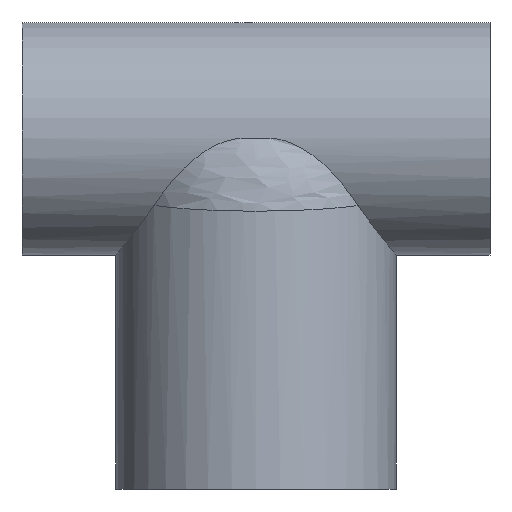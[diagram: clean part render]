
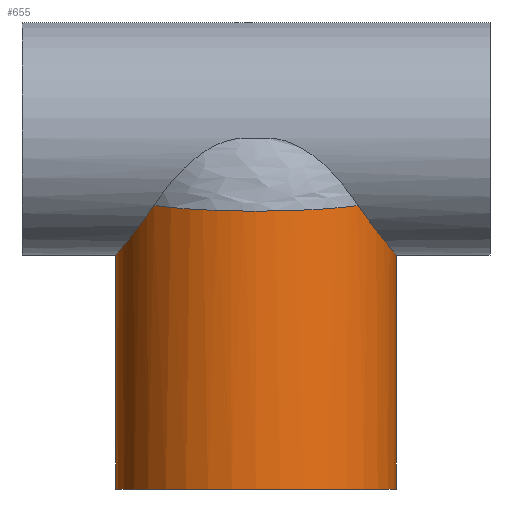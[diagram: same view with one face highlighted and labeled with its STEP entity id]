
A CAD part, left-side view. The second image highlights one B-rep face of the part: STEP entity #655.
In plain terms, the highlighted cylindrical face has radius 6 mm (diameter 12 mm), a full revolution.
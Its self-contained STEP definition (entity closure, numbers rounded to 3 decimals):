
#57=B_SPLINE_CURVE_WITH_KNOTS('',3,(#3047,#3048,#3049,#3050,#3051,#3052,
#3053),.UNSPECIFIED.,.F.,.F.,(4,1,1,1,4),(-0.049,-0.035,
-0.018,0.,0.),
 .UNSPECIFIED.);
#58=B_SPLINE_CURVE_WITH_KNOTS('',3,(#3055,#3056,#3057,#3058,#3059,#3060,
#3061,#3062,#3063),.UNSPECIFIED.,.F.,.F.,(4,1,1,1,1,1,4),(0.,
0.018,0.022,0.027,0.035,
0.044,0.049),.UNSPECIFIED.);
#61=B_SPLINE_CURVE_WITH_KNOTS('',3,(#3179,#3180,#3181,#3182,#3183,#3184,
#3185,#3186,#3187),.UNSPECIFIED.,.F.,.F.,(4,1,1,1,1,1,4),(-0.05,
-0.034,-0.017,0.,0.017,
0.039,0.05),.UNSPECIFIED.);
#63=B_SPLINE_CURVE_WITH_KNOTS('',3,(#3212,#3213,#3214,#3215,#3216,#3217,
#3218,#3219),.UNSPECIFIED.,.F.,.F.,(4,2,2,4),(-0.814,-0.618,
-0.417,-0.322),.UNSPECIFIED.);
#64=B_SPLINE_CURVE_WITH_KNOTS('',3,(#3221,#3222,#3223,#3224,#3225,#3226),
 .UNSPECIFIED.,.F.,.F.,(4,2,4),(0.81,0.814,0.819),
 .UNSPECIFIED.);
#65=B_SPLINE_CURVE_WITH_KNOTS('',3,(#3227,#3228,#3229,#3230,#3231,#3232,
#3233,#3234),.UNSPECIFIED.,.F.,.F.,(4,2,2,4),(-1.301,-1.217,
-1.017,-0.822),.UNSPECIFIED.);
#66=B_SPLINE_CURVE_WITH_KNOTS('',3,(#3236,#3237,#3238,#3239,#3240,#3241,
#3242,#3243),.UNSPECIFIED.,.F.,.F.,(4,2,2,4),(0.822,1.017,
1.217,1.301),.UNSPECIFIED.);
#67=B_SPLINE_CURVE_WITH_KNOTS('',3,(#3245,#3246,#3247,#3248,#3249,#3250),
 .UNSPECIFIED.,.F.,.F.,(4,2,4),(2.446,2.45,2.454),
 .UNSPECIFIED.);
#68=B_SPLINE_CURVE_WITH_KNOTS('',3,(#3251,#3252,#3253,#3254,#3255,#3256,
#3257,#3258),.UNSPECIFIED.,.F.,.F.,(4,2,2,4),(0.322,0.417,
0.618,0.814),.UNSPECIFIED.);
#86=CIRCLE('',#719,6.);
#106=CYLINDRICAL_SURFACE('',#720,6.);
#142=FACE_OUTER_BOUND('',#179,.T.);
#179=EDGE_LOOP('',(#584,#585,#586,#587,#588,#589,#590,#591,#592,#593,#594,
#595));
#213=LINE('',#3210,#245);
#245=VECTOR('',#853,6.);
#305=VERTEX_POINT('',#3031);
#306=VERTEX_POINT('',#3046);
#307=VERTEX_POINT('',#3054);
#310=VERTEX_POINT('',#3165);
#311=VERTEX_POINT('',#3178);
#313=VERTEX_POINT('',#3207);
#314=VERTEX_POINT('',#3211);
#315=VERTEX_POINT('',#3220);
#316=VERTEX_POINT('',#3235);
#317=VERTEX_POINT('',#3244);
#398=EDGE_CURVE('',#305,#306,#57,.T.);
#399=EDGE_CURVE('',#306,#307,#58,.T.);
#403=EDGE_CURVE('',#310,#311,#61,.T.);
#408=EDGE_CURVE('',#313,#313,#86,.T.);
#409=EDGE_CURVE('',#313,#306,#213,.T.);
#410=EDGE_CURVE('',#314,#305,#63,.T.);
#411=EDGE_CURVE('',#315,#314,#64,.T.);
#412=EDGE_CURVE('',#311,#315,#65,.T.);
#413=EDGE_CURVE('',#316,#310,#66,.T.);
#414=EDGE_CURVE('',#317,#316,#67,.T.);
#415=EDGE_CURVE('',#307,#317,#68,.T.);
#584=ORIENTED_EDGE('',*,*,#408,.F.);
#585=ORIENTED_EDGE('',*,*,#409,.T.);
#586=ORIENTED_EDGE('',*,*,#398,.F.);
#587=ORIENTED_EDGE('',*,*,#410,.F.);
#588=ORIENTED_EDGE('',*,*,#411,.F.);
#589=ORIENTED_EDGE('',*,*,#412,.F.);
#590=ORIENTED_EDGE('',*,*,#403,.F.);
#591=ORIENTED_EDGE('',*,*,#413,.F.);
#592=ORIENTED_EDGE('',*,*,#414,.F.);
#593=ORIENTED_EDGE('',*,*,#415,.F.);
#594=ORIENTED_EDGE('',*,*,#399,.F.);
#595=ORIENTED_EDGE('',*,*,#409,.F.);
#655=ADVANCED_FACE('',(#142),#106,.T.);
#719=AXIS2_PLACEMENT_3D('',#3208,#849,#850);
#720=AXIS2_PLACEMENT_3D('',#3209,#851,#852);
#849=DIRECTION('center_axis',(0.,0.,-1.));
#850=DIRECTION('ref_axis',(1.,0.,0.));
#851=DIRECTION('center_axis',(0.,0.,-1.));
#852=DIRECTION('ref_axis',(1.,0.,0.));
#853=DIRECTION('',(0.,0.,1.));
#3031=CARTESIAN_POINT('',(-4.089,14.363,-2.878));
#3046=CARTESIAN_POINT('',(-5.97,10.,-3.119));
#3047=CARTESIAN_POINT('Ctrl Pts',(-4.089,14.363,-2.878));
#3048=CARTESIAN_POINT('Ctrl Pts',(-4.336,14.13,-2.911));
#3049=CARTESIAN_POINT('Ctrl Pts',(-4.905,13.5,-2.987));
#3050=CARTESIAN_POINT('Ctrl Pts',(-5.694,12.126,-3.085));
#3051=CARTESIAN_POINT('Ctrl Pts',(-5.969,10.71,-3.118));
#3052=CARTESIAN_POINT('Ctrl Pts',(-5.97,10.001,-3.119));
#3053=CARTESIAN_POINT('Ctrl Pts',(-5.97,10.,-3.119));
#3054=CARTESIAN_POINT('',(-4.089,5.638,-2.878));
#3055=CARTESIAN_POINT('Ctrl Pts',(-5.97,10.,-3.119));
#3056=CARTESIAN_POINT('Ctrl Pts',(-5.97,9.293,-3.119));
#3057=CARTESIAN_POINT('Ctrl Pts',(-5.799,8.409,-3.098));
#3058=CARTESIAN_POINT('Ctrl Pts',(-5.449,7.544,-3.055));
#3059=CARTESIAN_POINT('Ctrl Pts',(-5.188,7.014,-3.022));
#3060=CARTESIAN_POINT('Ctrl Pts',(-4.816,6.434,-2.974));
#3061=CARTESIAN_POINT('Ctrl Pts',(-4.413,5.956,-2.921));
#3062=CARTESIAN_POINT('Ctrl Pts',(-4.168,5.713,-2.888));
#3063=CARTESIAN_POINT('Ctrl Pts',(-4.089,5.638,-2.878));
#3165=CARTESIAN_POINT('',(4.031,5.527,-2.959));
#3178=CARTESIAN_POINT('',(4.029,14.473,-2.958));
#3179=CARTESIAN_POINT('Ctrl Pts',(4.031,5.527,-2.959));
#3180=CARTESIAN_POINT('Ctrl Pts',(4.334,5.8,-2.998));
#3181=CARTESIAN_POINT('Ctrl Pts',(4.96,6.476,-3.078));
#3182=CARTESIAN_POINT('Ctrl Pts',(5.774,7.933,-3.175));
#3183=CARTESIAN_POINT('Ctrl Pts',(6.16,9.998,-3.22));
#3184=CARTESIAN_POINT('Ctrl Pts',(5.741,12.229,-3.171));
#3185=CARTESIAN_POINT('Ctrl Pts',(4.878,13.628,-3.068));
#3186=CARTESIAN_POINT('Ctrl Pts',(4.25,14.275,-2.987));
#3187=CARTESIAN_POINT('Ctrl Pts',(4.029,14.473,-2.958));
#3207=CARTESIAN_POINT('',(-5.97,10.,-15.));
#3208=CARTESIAN_POINT('Origin',(0.03,10.,-15.));
#3209=CARTESIAN_POINT('Origin',(0.03,10.,-5.));
#3210=CARTESIAN_POINT('',(-5.97,10.,-5.));
#3211=CARTESIAN_POINT('',(-0.043,16.,-5.));
#3212=CARTESIAN_POINT('Ctrl Pts',(-0.043,16.,-5.));
#3213=CARTESIAN_POINT('Ctrl Pts',(-0.697,15.992,-4.994));
#3214=CARTESIAN_POINT('Ctrl Pts',(-1.369,15.869,-4.853));
#3215=CARTESIAN_POINT('Ctrl Pts',(-2.581,15.441,-4.334));
#3216=CARTESIAN_POINT('Ctrl Pts',(-3.119,15.133,-3.952));
#3217=CARTESIAN_POINT('Ctrl Pts',(-3.736,14.677,-3.335));
#3218=CARTESIAN_POINT('Ctrl Pts',(-3.922,14.52,-3.115));
#3219=CARTESIAN_POINT('Ctrl Pts',(-4.089,14.363,-2.878));
#3220=CARTESIAN_POINT('',(0.043,16.,-5.));
#3221=CARTESIAN_POINT('Ctrl Pts',(0.043,16.,-5.));
#3222=CARTESIAN_POINT('Ctrl Pts',(0.029,16.,-5.));
#3223=CARTESIAN_POINT('Ctrl Pts',(0.014,16.,-5.));
#3224=CARTESIAN_POINT('Ctrl Pts',(-0.014,16.,
-5.));
#3225=CARTESIAN_POINT('Ctrl Pts',(-0.029,16.,-5.));
#3226=CARTESIAN_POINT('Ctrl Pts',(-0.043,16.,-5.));
#3227=CARTESIAN_POINT('Ctrl Pts',(4.031,14.472,-2.959));
#3228=CARTESIAN_POINT('Ctrl Pts',(3.878,14.608,-3.167));
#3229=CARTESIAN_POINT('Ctrl Pts',(3.711,14.744,-3.36));
#3230=CARTESIAN_POINT('Ctrl Pts',(3.115,15.172,-3.956));
#3231=CARTESIAN_POINT('Ctrl Pts',(2.575,15.472,-4.337));
#3232=CARTESIAN_POINT('Ctrl Pts',(1.364,15.884,-4.854));
#3233=CARTESIAN_POINT('Ctrl Pts',(0.694,15.999,-4.994));
#3234=CARTESIAN_POINT('Ctrl Pts',(0.043,16.,-5.));
#3235=CARTESIAN_POINT('',(0.043,4.,-5.));
#3236=CARTESIAN_POINT('Ctrl Pts',(0.043,4.,-5.));
#3237=CARTESIAN_POINT('Ctrl Pts',(0.694,4.001,-4.994));
#3238=CARTESIAN_POINT('Ctrl Pts',(1.364,4.116,-4.854));
#3239=CARTESIAN_POINT('Ctrl Pts',(2.575,4.528,-4.337));
#3240=CARTESIAN_POINT('Ctrl Pts',(3.115,4.828,-3.956));
#3241=CARTESIAN_POINT('Ctrl Pts',(3.711,5.256,-3.36));
#3242=CARTESIAN_POINT('Ctrl Pts',(3.878,5.392,-3.167));
#3243=CARTESIAN_POINT('Ctrl Pts',(4.031,5.528,-2.959));
#3244=CARTESIAN_POINT('',(-0.043,4.,-5.));
#3245=CARTESIAN_POINT('Ctrl Pts',(-0.043,4.,
-5.));
#3246=CARTESIAN_POINT('Ctrl Pts',(-0.029,4.,
-5.));
#3247=CARTESIAN_POINT('Ctrl Pts',(-0.014,4.,
-5.));
#3248=CARTESIAN_POINT('Ctrl Pts',(0.014,4.,-5.));
#3249=CARTESIAN_POINT('Ctrl Pts',(0.029,4.,-5.));
#3250=CARTESIAN_POINT('Ctrl Pts',(0.043,4.,-5.));
#3251=CARTESIAN_POINT('Ctrl Pts',(-4.089,5.637,-2.878));
#3252=CARTESIAN_POINT('Ctrl Pts',(-3.922,5.48,-3.115));
#3253=CARTESIAN_POINT('Ctrl Pts',(-3.736,5.323,-3.335));
#3254=CARTESIAN_POINT('Ctrl Pts',(-3.119,4.867,-3.952));
#3255=CARTESIAN_POINT('Ctrl Pts',(-2.581,4.559,-4.334));
#3256=CARTESIAN_POINT('Ctrl Pts',(-1.369,4.131,-4.853));
#3257=CARTESIAN_POINT('Ctrl Pts',(-0.697,4.008,-4.994));
#3258=CARTESIAN_POINT('Ctrl Pts',(-0.043,4.,
-5.));
